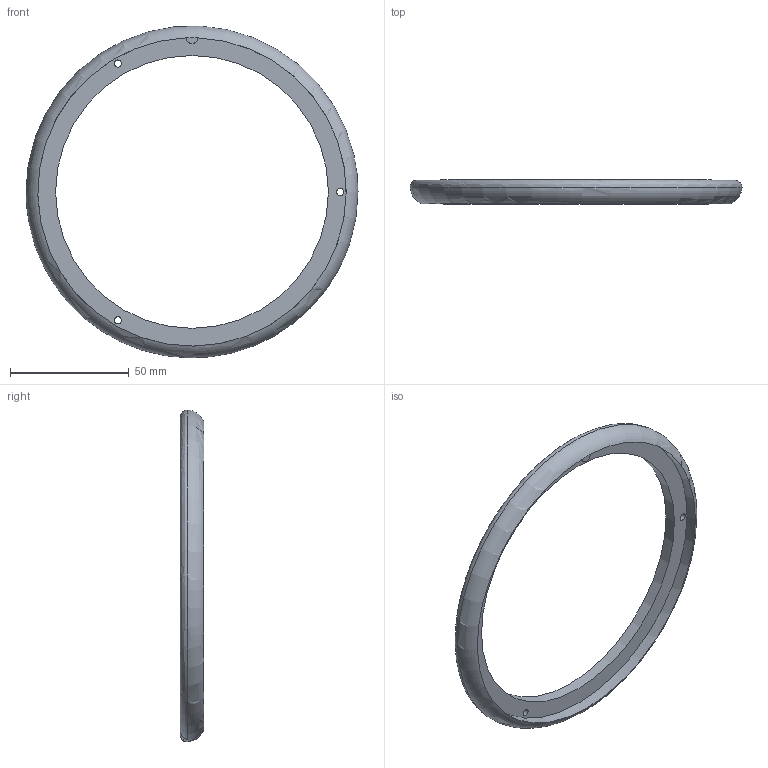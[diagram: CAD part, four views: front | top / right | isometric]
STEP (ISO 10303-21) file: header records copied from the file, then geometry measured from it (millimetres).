
FILE_DESCRIPTION(/* description */ (''),/* implementation_level */ '2;1');
FILE_NAME(/* name */ 'ring bowl v1.stp',/* time_stamp */ '2021-10-12T21:22:14+01:00',/* author */ (''),/* organization */ (''),/* preprocessor_version */ 'ST-DEVELOPER v18.1',/* originating_system */ 'Autodesk Translation Framework v10.10.0.1391',/* authorisation */ '');
FILE_SCHEMA (('AUTOMOTIVE_DESIGN { 1 0 10303 214 3 1 1 }'));
Length unit declared in the file: millimetre
Products named in the file (2): ring bowl; Component1
Assembly tree (1 placements, depth 2):
  ring bowl
    Component1
Bounding box: 139.95 x 10 x 139.82 mm (x, y, z)
Volume: 30219 mm3; surface area: 16518.2 mm2
Topology: 1 solids, 1 shells, 17 faces, 34 edges, 22 vertices
Faces by surface type: cylinder 9, plane 6, bspline 1, torus 1
Full cylindrical faces by diameter (mm): 3 x3, 5 x3, 115 x1
Entity records: 822 total; most frequent: CARTESIAN_POINT 384, DIRECTION 91, ORIENTED_EDGE 68, AXIS2_PLACEMENT_3D 41, EDGE_CURVE 34, EDGE_LOOP 28, CIRCLE 22, VERTEX_POINT 22
